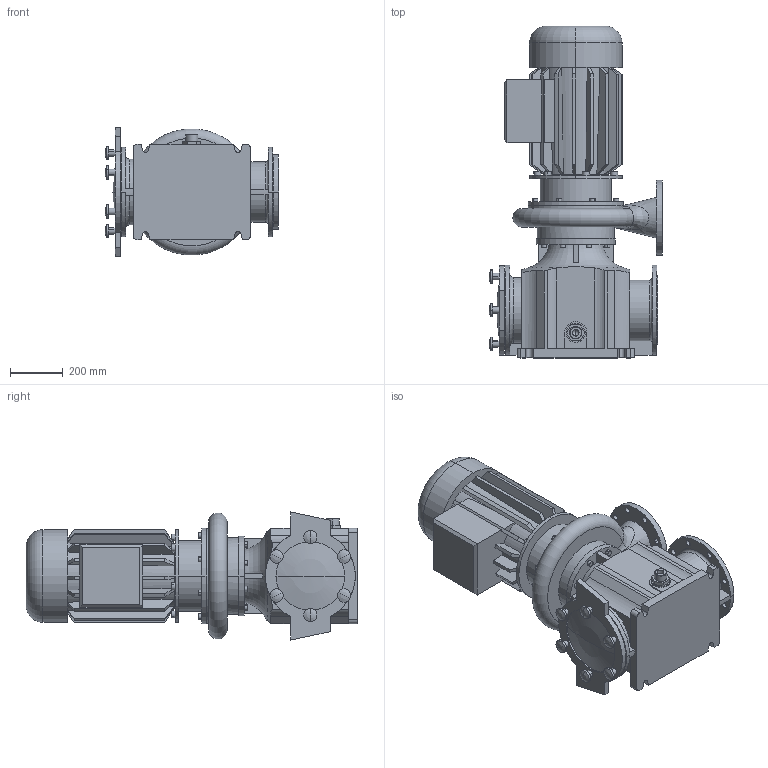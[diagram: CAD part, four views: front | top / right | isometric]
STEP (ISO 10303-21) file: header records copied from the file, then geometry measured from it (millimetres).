
FILE_DESCRIPTION((''),'2;1');
FILE_NAME('DN_150-300-1854-V_ASM','2011-07-28T',('mproch'),(''),'PRO/ENGINEER BY PARAMETRIC TECHNOLOGY CORPORATION, 2008400','PRO/ENGINEER BY PARAMETRIC TECHNOLOGY CORPORATION, 2008400','');
FILE_SCHEMA(('CONFIG_CONTROL_DESIGN'));
Length unit declared in the file: millimetre
Products named in the file (5): FGX-200-VERIENFACHT; GL-150-300-VEREINFACHT; RL-XI-300-VEREINFACHT; MOT-HP-1854-07-VEREINFACHT; DN_150-300-1854-V_ASM
Assembly tree (4 placements, depth 2):
  DN_150-300-1854-V_ASM
    FGX-200-VERIENFACHT
    GL-150-300-VEREINFACHT
    RL-XI-300-VEREINFACHT
    MOT-HP-1854-07-VEREINFACHT
Bounding box: 658 x 1255 x 485 mm (x, y, z)
Volume: 134432794 mm3; surface area: 3783097.5 mm2
Topology: 4 solids, 4 shells, 423 faces, 1086 edges, 693 vertices
Faces by surface type: cylinder 175, plane 170, cone 45, sphere 20, torus 7, bspline 6
Entity records: 13886 total; most frequent: CARTESIAN_POINT 3228, DIRECTION 2316, ORIENTED_EDGE 2132, EDGE_CURVE 1066, AXIS2_PLACEMENT_3D 894, VERTEX_POINT 693, VECTOR 528, LINE 528
